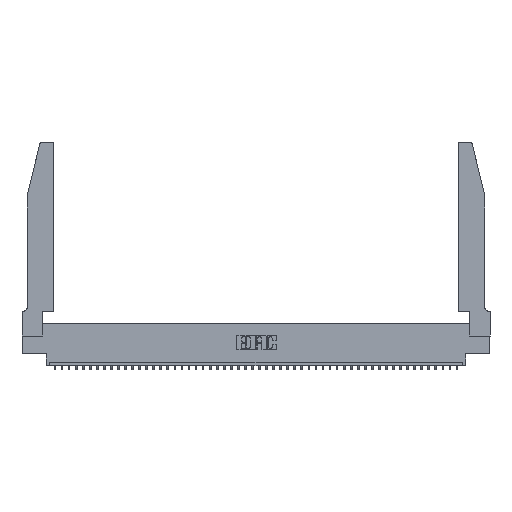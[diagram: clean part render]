
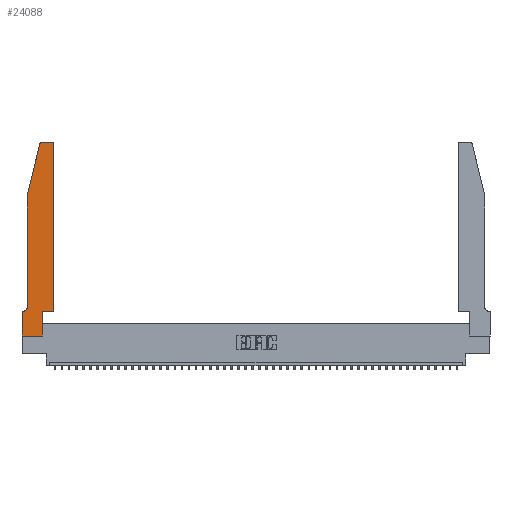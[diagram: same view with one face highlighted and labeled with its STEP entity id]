
A CAD part, top view. The second image highlights one B-rep face of the part: STEP entity #24088.
In plain terms, the highlighted planar face has unit normal (0, 0, 1).
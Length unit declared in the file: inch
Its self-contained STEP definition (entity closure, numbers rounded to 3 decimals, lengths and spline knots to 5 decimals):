
#185 = ORIENTED_EDGE ( 'NONE', *, *, #19357, .T. ) ;
#240 = ORIENTED_EDGE ( 'NONE', *, *, #15193, .T. ) ;
#649 = EDGE_CURVE ( 'NONE', #26791, #26349, #11465, .T. ) ;
#828 = ORIENTED_EDGE ( 'NONE', *, *, #45559, .T. ) ;
#1171 = VERTEX_POINT ( 'NONE', #12408 ) ;
#1920 = CARTESIAN_POINT ( 'NONE',  ( 0.4505, 0.35, 0.37 ) ) ;
#2353 = DIRECTION ( 'NONE',  ( 1., 0., 0. ) ) ;
#2779 = VECTOR ( 'NONE', #36989, 39.37008 ) ;
#2962 = DIRECTION ( 'NONE',  ( 0., 0., 1. ) ) ;
#3364 = CARTESIAN_POINT ( 'NONE',  ( 0.0055, 0.42, 0.37 ) ) ;
#3403 = EDGE_CURVE ( 'NONE', #1171, #11284, #4409, .T. ) ;
#4329 = LINE ( 'NONE', #37035, #39730 ) ;
#4337 = LINE ( 'NONE', #10902, #34730 ) ;
#4409 = LINE ( 'NONE', #39675, #2779 ) ;
#4618 = CARTESIAN_POINT ( 'NONE',  ( 0.0755, 2., 0.37 ) ) ;
#5654 = VECTOR ( 'NONE', #8954, 39.37008 ) ;
#6332 = AXIS2_PLACEMENT_3D ( 'NONE', #46202, #17598, #25103 ) ;
#6924 = CARTESIAN_POINT ( 'NONE',  ( 0., 0.35, 0.37 ) ) ;
#7131 = CARTESIAN_POINT ( 'NONE',  ( 0.4505, 0.35, 0.37 ) ) ;
#8294 = VECTOR ( 'NONE', #2353, 39.37008 ) ;
#8335 = VERTEX_POINT ( 'NONE', #43541 ) ;
#8954 = DIRECTION ( 'NONE',  ( -0.239, -0.971, 0. ) ) ;
#9209 = EDGE_CURVE ( 'NONE', #33634, #1171, #28827, .T. ) ;
#9362 = DIRECTION ( 'NONE',  ( 0., 1., 0. ) ) ;
#10180 = ORIENTED_EDGE ( 'NONE', *, *, #649, .T. ) ;
#10712 = LINE ( 'NONE', #12087, #5654 ) ;
#10902 = CARTESIAN_POINT ( 'NONE',  ( 0.2605, 2.75, 0.37 ) ) ;
#11284 = VERTEX_POINT ( 'NONE', #13336 ) ;
#11465 = CIRCLE ( 'NONE', #46373, 0.03 ) ;
#12087 = CARTESIAN_POINT ( 'NONE',  ( 0.0755, 2., 0.37 ) ) ;
#12408 = CARTESIAN_POINT ( 'NONE',  ( 0., 0., 0.37 ) ) ;
#12426 = EDGE_CURVE ( 'NONE', #16385, #26791, #4337, .T. ) ;
#13179 = VECTOR ( 'NONE', #25643, 39.37008 ) ;
#13336 = CARTESIAN_POINT ( 'NONE',  ( 0.2865, 0., 0.37 ) ) ;
#13997 = ORIENTED_EDGE ( 'NONE', *, *, #3403, .T. ) ;
#14796 = VERTEX_POINT ( 'NONE', #25499 ) ;
#15193 = EDGE_CURVE ( 'NONE', #14796, #43397, #27718, .T. ) ;
#16196 = CARTESIAN_POINT ( 'NONE',  ( 0.4505, 0.35, 0.37 ) ) ;
#16385 = VERTEX_POINT ( 'NONE', #22837 ) ;
#16500 = VECTOR ( 'NONE', #9362, 39.37008 ) ;
#17598 = DIRECTION ( 'NONE',  ( 0., 0., 1. ) ) ;
#18145 = EDGE_CURVE ( 'NONE', #43397, #20247, #22347, .T. ) ;
#19357 = EDGE_CURVE ( 'NONE', #21150, #16385, #29332, .T. ) ;
#19580 = VECTOR ( 'NONE', #21568, 39.37008 ) ;
#19921 = ORIENTED_EDGE ( 'NONE', *, *, #12426, .T. ) ;
#20180 = LINE ( 'NONE', #42709, #19580 ) ;
#20247 = VERTEX_POINT ( 'NONE', #42879 ) ;
#20357 = ORIENTED_EDGE ( 'NONE', *, *, #9209, .T. ) ;
#20889 = ORIENTED_EDGE ( 'NONE', *, *, #44296, .T. ) ;
#21150 = VERTEX_POINT ( 'NONE', #38143 ) ;
#21568 = DIRECTION ( 'NONE',  ( 0., 1., 0. ) ) ;
#22347 = CIRCLE ( 'NONE', #42503, 0.07 ) ;
#22448 = DIRECTION ( 'NONE',  ( -1., 0., 0. ) ) ;
#22837 = CARTESIAN_POINT ( 'NONE',  ( 0.4205, 2.75, 0.37 ) ) ;
#23854 = DIRECTION ( 'NONE',  ( 1., 0., 0. ) ) ;
#24088 = ADVANCED_FACE ( 'NONE', ( #28437 ), #42921, .T. ) ;
#24216 = EDGE_LOOP ( 'NONE', ( #19921, #10180, #20889, #240, #27179, #828, #20357, #13997, #35885, #26018, #43029, #185 ) ) ;
#25103 = DIRECTION ( 'NONE',  ( 1., 0., 0. ) ) ;
#25499 = CARTESIAN_POINT ( 'NONE',  ( 0.0755, 2., 0.37 ) ) ;
#25643 = DIRECTION ( 'NONE',  ( 0., -1., 0. ) ) ;
#26018 = ORIENTED_EDGE ( 'NONE', *, *, #38588, .T. ) ;
#26349 = VERTEX_POINT ( 'NONE', #37288 ) ;
#26791 = VERTEX_POINT ( 'NONE', #38530 ) ;
#27179 = ORIENTED_EDGE ( 'NONE', *, *, #18145, .T. ) ;
#27718 = LINE ( 'NONE', #4618, #32183 ) ;
#27772 = DIRECTION ( 'NONE',  ( 0., 0., 1. ) ) ;
#27963 = DIRECTION ( 'NONE',  ( 1., 0., 0. ) ) ;
#27971 = DIRECTION ( 'NONE',  ( -1., 0., 0. ) ) ;
#28437 = FACE_OUTER_BOUND ( 'NONE', #24216, .T. ) ;
#28827 = LINE ( 'NONE', #29385, #13179 ) ;
#29331 = LINE ( 'NONE', #1920, #16500 ) ;
#29332 = CIRCLE ( 'NONE', #44585, 0.03 ) ;
#29385 = CARTESIAN_POINT ( 'NONE',  ( 0., 0., 0.37 ) ) ;
#30626 = VERTEX_POINT ( 'NONE', #16196 ) ;
#31753 = EDGE_CURVE ( 'NONE', #30626, #21150, #29331, .T. ) ;
#32183 = VECTOR ( 'NONE', #33217, 39.37008 ) ;
#32515 = DIRECTION ( 'NONE',  ( -1., 0., 0. ) ) ;
#33217 = DIRECTION ( 'NONE',  ( 0., -1., 0. ) ) ;
#33634 = VERTEX_POINT ( 'NONE', #6924 ) ;
#34122 = CARTESIAN_POINT ( 'NONE',  ( 0.0755, 0.42, 0.37 ) ) ;
#34730 = VECTOR ( 'NONE', #32515, 39.37008 ) ;
#35297 = DIRECTION ( 'NONE',  ( 0., 0., -1. ) ) ;
#35885 = ORIENTED_EDGE ( 'NONE', *, *, #38104, .T. ) ;
#36900 = LINE ( 'NONE', #7131, #8294 ) ;
#36989 = DIRECTION ( 'NONE',  ( 1., 0., 0. ) ) ;
#37035 = CARTESIAN_POINT ( 'NONE',  ( 0.0755, 0.35, 0.37 ) ) ;
#37288 = CARTESIAN_POINT ( 'NONE',  ( 0.25487, 2.72718, 0.37 ) ) ;
#37917 = CARTESIAN_POINT ( 'NONE',  ( 0.284, 2.72, 0.37 ) ) ;
#38104 = EDGE_CURVE ( 'NONE', #11284, #8335, #20180, .T. ) ;
#38143 = CARTESIAN_POINT ( 'NONE',  ( 0.4505, 2.72, 0.37 ) ) ;
#38530 = CARTESIAN_POINT ( 'NONE',  ( 0.284, 2.75, 0.37 ) ) ;
#38588 = EDGE_CURVE ( 'NONE', #8335, #30626, #36900, .T. ) ;
#39675 = CARTESIAN_POINT ( 'NONE',  ( 0., 0., 0.37 ) ) ;
#39730 = VECTOR ( 'NONE', #22448, 39.37008 ) ;
#42503 = AXIS2_PLACEMENT_3D ( 'NONE', #3364, #35297, #27971 ) ;
#42709 = CARTESIAN_POINT ( 'NONE',  ( 0.2865, 0.35, 0.37 ) ) ;
#42879 = CARTESIAN_POINT ( 'NONE',  ( 0.0055, 0.35, 0.37 ) ) ;
#42921 = PLANE ( 'NONE',  #6332 ) ;
#42944 = CARTESIAN_POINT ( 'NONE',  ( 0.4205, 2.72, 0.37 ) ) ;
#43029 = ORIENTED_EDGE ( 'NONE', *, *, #31753, .T. ) ;
#43397 = VERTEX_POINT ( 'NONE', #34122 ) ;
#43541 = CARTESIAN_POINT ( 'NONE',  ( 0.2865, 0.35, 0.37 ) ) ;
#44296 = EDGE_CURVE ( 'NONE', #26349, #14796, #10712, .T. ) ;
#44585 = AXIS2_PLACEMENT_3D ( 'NONE', #42944, #2962, #27963 ) ;
#45559 = EDGE_CURVE ( 'NONE', #20247, #33634, #4329, .T. ) ;
#46202 = CARTESIAN_POINT ( 'NONE',  ( 0., 0.35, 0.37 ) ) ;
#46373 = AXIS2_PLACEMENT_3D ( 'NONE', #37917, #27772, #23854 ) ;
